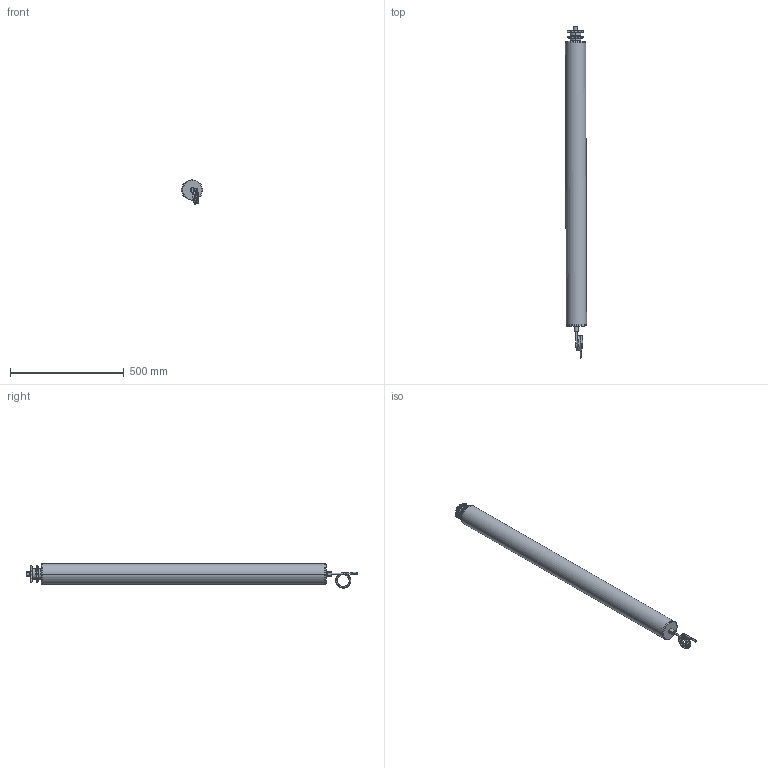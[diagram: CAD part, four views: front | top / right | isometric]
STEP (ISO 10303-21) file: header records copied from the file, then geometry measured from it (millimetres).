
FILE_DESCRIPTION (( 'STEP AP203' ), '1' );
FILE_NAME ('89-1250L Roller motor.stp.STEP', '2024-12-24T08:15:03', ( '' ), ( '' ), 'SwSTEP 2.0', 'SolidWorks 2020', '' );
FILE_SCHEMA (( 'CONFIG_CONTROL_DESIGN' ));
Length unit declared in the file: millimetre
Products named in the file (7): ______.stp; 89____-1.stp; 89-1241____.stp; ____1.stp; 89____.stp; 89-1250L Roller motor.stp; 89____-0.stp
Assembly tree (6 placements, depth 2):
  89-1250L Roller motor.stp
    89-1241____.stp
    89____.stp
    89____-0.stp
    89____-1.stp
    ______.stp
    ____1.stp
Bounding box: 92.64 x 1457.96 x 106.49 mm (x, y, z)
Volume: 1499500 mm3; surface area: 746950.7 mm2
Topology: 6 solids, 6 shells, 406 faces, 1088 edges, 707 vertices
Faces by surface type: cylinder 212, plane 94, torus 64, cone 26, bspline 10
Entity records: 25373 total; most frequent: CARTESIAN_POINT 15129, ORIENTED_EDGE 2168, DIRECTION 1762, EDGE_CURVE 1084, AXIS2_PLACEMENT_3D 721, VERTEX_POINT 707, B_SPLINE_CURVE_WITH_KNOTS 443, EDGE_LOOP 431
